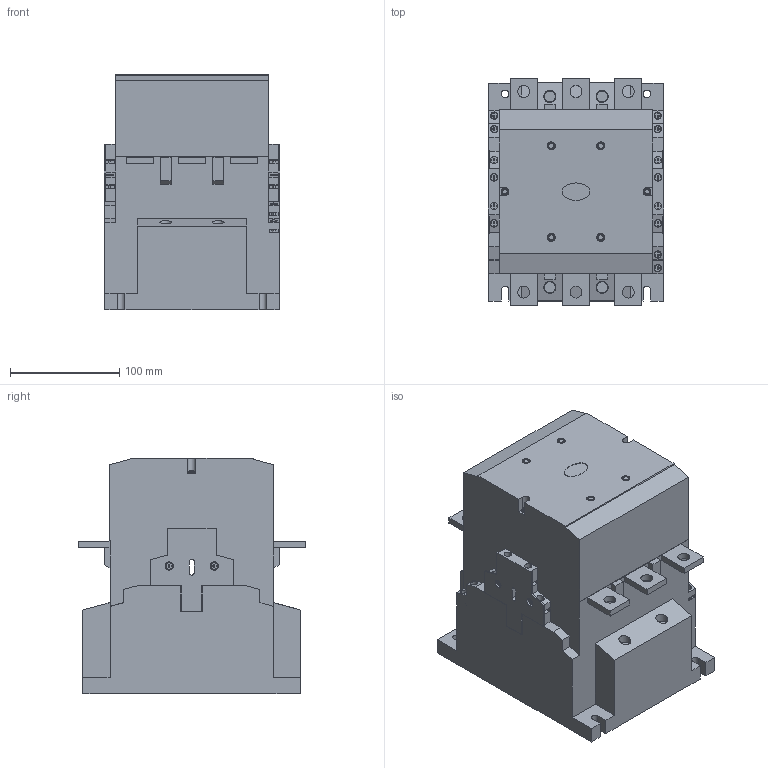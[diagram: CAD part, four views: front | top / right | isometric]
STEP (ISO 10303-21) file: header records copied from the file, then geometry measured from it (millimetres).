
FILE_DESCRIPTION( ( '' ), '1' );
FILE_NAME( 'dil_m300_400.stp', '2010-03-05T08:01:32', ( '' ), ( '' ), ' ', ' ', ' ' );
FILE_SCHEMA( ( 'CONFIG_CONTROL_DESIGN' ) );
Length unit declared in the file: millimetre
Products named in the file (1): 1
Bounding box: 160.9 x 209 x 216 mm (x, y, z)
Volume: 5333816 mm3; surface area: 233257.9 mm2
Topology: 1 solids, 1 shells, 728 faces, 1876 edges, 1250 vertices
Faces by surface type: plane 536, cylinder 168, torus 12, cone 12
Entity records: 22202 total; most frequent: CARTESIAN_POINT 3855, ORIENTED_EDGE 3752, DIRECTION 3736, EDGE_CURVE 1876, LINE 1474, VECTOR 1474, VERTEX_POINT 1250, AXIS2_PLACEMENT_3D 1131
